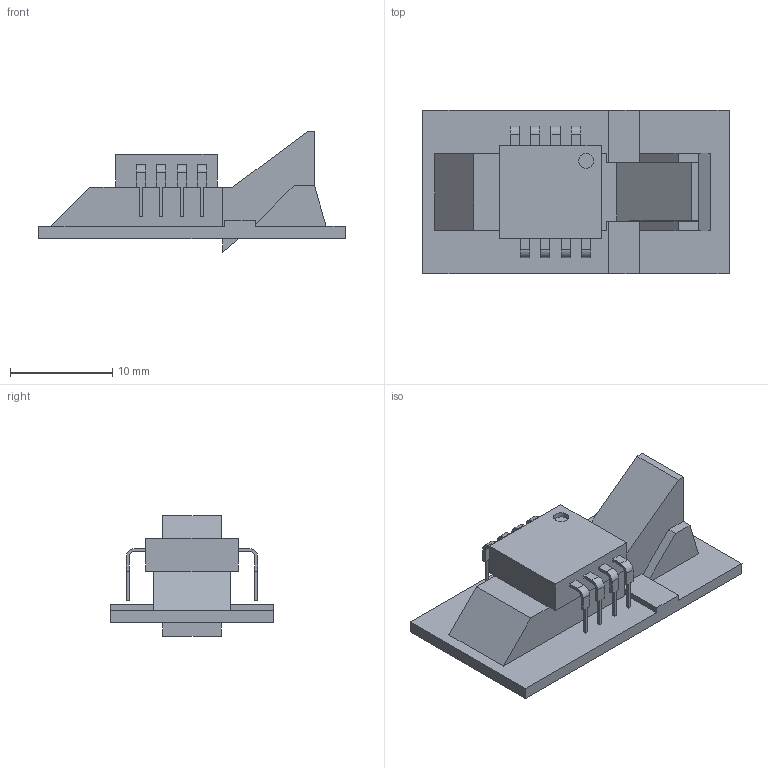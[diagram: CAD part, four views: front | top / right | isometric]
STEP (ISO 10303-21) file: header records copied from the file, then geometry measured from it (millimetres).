
FILE_DESCRIPTION(/* description */ (''),/* implementation_level */ '2;1');
FILE_NAME(/* name */ 'MOS.U.2.step',/* time_stamp */ '2021-07-09T18:46:13+10:00',/* author */ (''),/* organization */ (''),/* preprocessor_version */ 'ST-DEVELOPER v18.1',/* originating_system */ 'Autodesk Translation Framework v10.6.0.1341',/* authorisation */ '');
FILE_SCHEMA (('AUTOMOTIVE_DESIGN { 1 0 10303 214 3 1 1 }'));
Length unit declared in the file: millimetre
Products named in the file (4): MOS.U.2; ADNS-5050 (1); ADNS-5050; ADNS-5050-Optic
Assembly tree (3 placements, depth 3):
  MOS.U.2
    ADNS-5050 (1)
      ADNS-5050
      ADNS-5050-Optic
Bounding box: 30 x 16 x 11.85 mm (x, y, z)
Volume: 1386.8 mm3; surface area: 2020.8 mm2
Topology: 2 solids, 2 shells, 160 faces, 419 edges, 277 vertices
Faces by surface type: plane 138, cylinder 20, cone 2
Full cylindrical faces by diameter (mm): 0.3 x2, 1.483 x1, 5.6 x1
Entity records: 4973 total; most frequent: CARTESIAN_POINT 863, ORIENTED_EDGE 838, DIRECTION 800, EDGE_CURVE 419, LINE 372, VECTOR 372, VERTEX_POINT 277, AXIS2_PLACEMENT_3D 214
